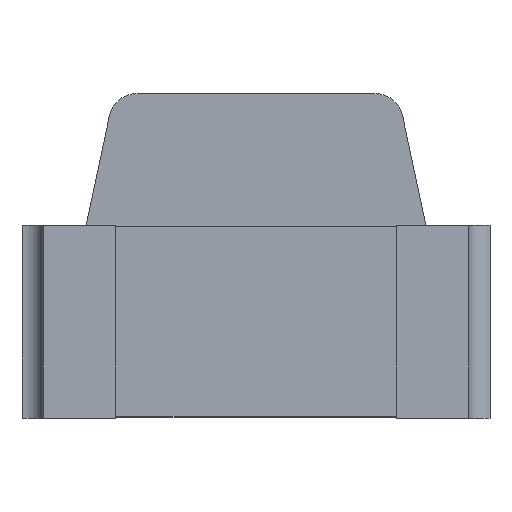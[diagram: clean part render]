
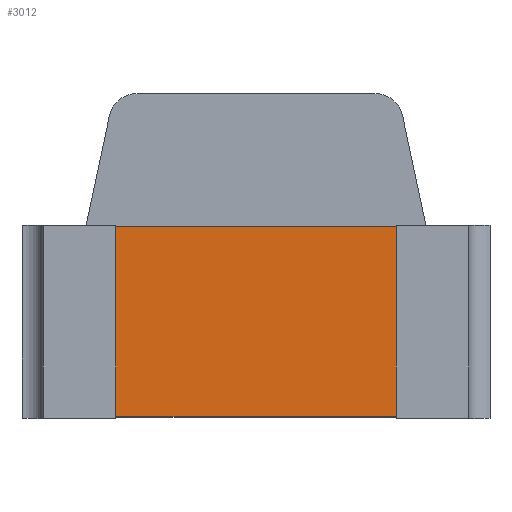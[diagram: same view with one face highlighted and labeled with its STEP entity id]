
A CAD part, top view. The second image highlights one B-rep face of the part: STEP entity #3012.
In plain terms, the highlighted face is planar.
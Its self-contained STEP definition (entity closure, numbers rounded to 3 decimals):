
#262 = ORIENTED_EDGE ( 'NONE', *, *, #2918, .F. ) ;
#325 = ORIENTED_EDGE ( 'NONE', *, *, #523, .T. ) ;
#349 = LINE ( 'NONE', #577, #836 ) ;
#401 = LINE ( 'NONE', #3560, #1385 ) ;
#404 = PLANE ( 'NONE',  #1832 ) ;
#484 = VECTOR ( 'NONE', #2283, 1000. ) ;
#496 = CARTESIAN_POINT ( 'NONE',  ( 0.495, -0.295, 0.67 ) ) ;
#523 = EDGE_CURVE ( 'NONE', #1522, #2159, #401, .T. ) ;
#577 = CARTESIAN_POINT ( 'NONE',  ( -0.82, -0.295, 0. ) ) ;
#836 = VECTOR ( 'NONE', #2646, 1000. ) ;
#888 = EDGE_LOOP ( 'NONE', ( #1260, #3613, #262, #325 ) ) ;
#1098 = CARTESIAN_POINT ( 'NONE',  ( -0.72, -0.295, 0.67 ) ) ;
#1124 = CARTESIAN_POINT ( 'NONE',  ( -0.82, -0.295, 0.67 ) ) ;
#1227 = CARTESIAN_POINT ( 'NONE',  ( -0.82, -0.295, 0.67 ) ) ;
#1260 = ORIENTED_EDGE ( 'NONE', *, *, #2420, .T. ) ;
#1272 = VERTEX_POINT ( 'NONE', #2842 ) ;
#1339 = VERTEX_POINT ( 'NONE', #496 ) ;
#1385 = VECTOR ( 'NONE', #2467, 1000. ) ;
#1482 = CARTESIAN_POINT ( 'NONE',  ( 0.495, -0.295, 0.67 ) ) ;
#1522 = VERTEX_POINT ( 'NONE', #1098 ) ;
#1832 = AXIS2_PLACEMENT_3D ( 'NONE', #1227, #2391, #3009 ) ;
#2097 = CARTESIAN_POINT ( 'NONE',  ( -0.72, -0.295, 0. ) ) ;
#2159 = VERTEX_POINT ( 'NONE', #2097 ) ;
#2283 = DIRECTION ( 'NONE',  ( 1., 0., 0. ) ) ;
#2391 = DIRECTION ( 'NONE',  ( 0., 1., 0. ) ) ;
#2420 = EDGE_CURVE ( 'NONE', #2159, #1272, #349, .T. ) ;
#2467 = DIRECTION ( 'NONE',  ( 0., 0., -1. ) ) ;
#2646 = DIRECTION ( 'NONE',  ( 1., 0., 0. ) ) ;
#2842 = CARTESIAN_POINT ( 'NONE',  ( 0.495, -0.295, 0. ) ) ;
#2875 = DIRECTION ( 'NONE',  ( 0., 0., 1. ) ) ;
#2889 = LINE ( 'NONE', #1482, #3305 ) ;
#2896 = LINE ( 'NONE', #1124, #484 ) ;
#2918 = EDGE_CURVE ( 'NONE', #1522, #1339, #2896, .T. ) ;
#3009 = DIRECTION ( 'NONE',  ( 1., 0., 0. ) ) ;
#3012 = ADVANCED_FACE ( 'NONE', ( #3043 ), #404, .F. ) ;
#3043 = FACE_OUTER_BOUND ( 'NONE', #888, .T. ) ;
#3274 = EDGE_CURVE ( 'NONE', #1272, #1339, #2889, .T. ) ;
#3305 = VECTOR ( 'NONE', #2875, 1000. ) ;
#3560 = CARTESIAN_POINT ( 'NONE',  ( -0.72, -0.295, -9.33 ) ) ;
#3613 = ORIENTED_EDGE ( 'NONE', *, *, #3274, .T. ) ;
